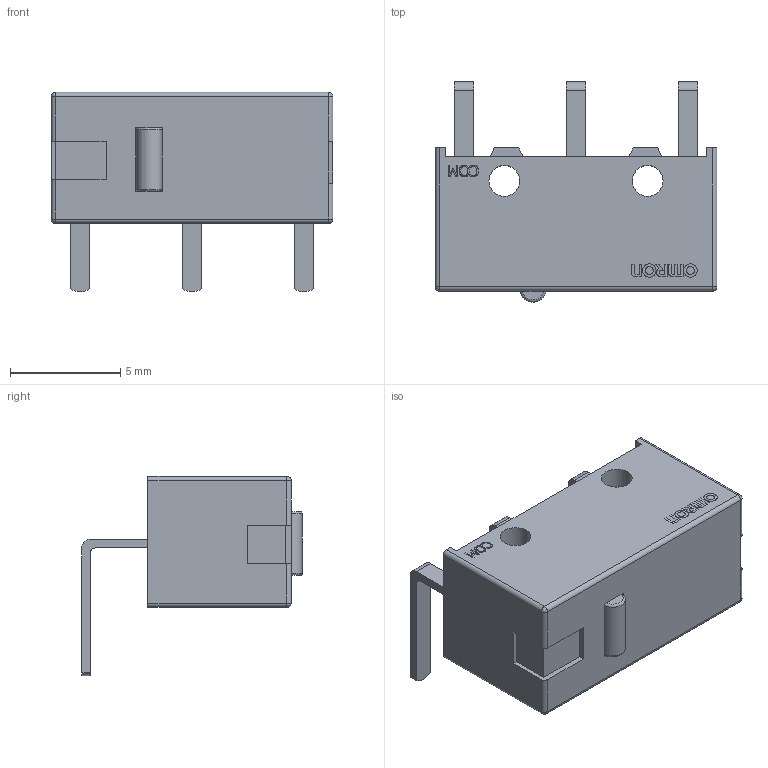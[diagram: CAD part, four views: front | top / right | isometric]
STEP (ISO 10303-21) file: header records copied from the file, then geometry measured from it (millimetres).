
FILE_DESCRIPTION(/* description */ (''),/* implementation_level */ '2;1');
FILE_NAME(/* name */ '1.stp',/* time_stamp */ '2021-02-13T22:50:04+02:00',/* author */ ('k'),/* organization */ (''),/* preprocessor_version */ 'ST-DEVELOPER v15.6',/* originating_system */ 'Autodesk Inventor 2015',/* authorisation */ '');
FILE_SCHEMA (('AUTOMOTIVE_DESIGN { 1 0 10303 214 3 1 1 }'));
Products named in the file (6): D2FS_F_N_A1_BUTTON; D2FS_F_N_A1_BASE; 1; Omron Logo Adjustable Logo; D2FS_F_N_A1
Bounding box: 12.8 x 10 x 9.05 mm (x, y, z)
Volume: 461.5 mm3; surface area: 556.3 mm2
Topology: 13 solids, 13 shells, 212 faces, 531 edges, 348 vertices
Faces by surface type: plane 123, bspline 57, cylinder 26, sphere 4, torus 2
Full cylindrical faces by diameter (mm): 1.4 x2
Entity records: 6718 total; most frequent: CARTESIAN_POINT 1841, ORIENTED_EDGE 1058, DIRECTION 801, EDGE_CURVE 529, LINE 361, VECTOR 361, VERTEX_POINT 348, EDGE_LOOP 227
